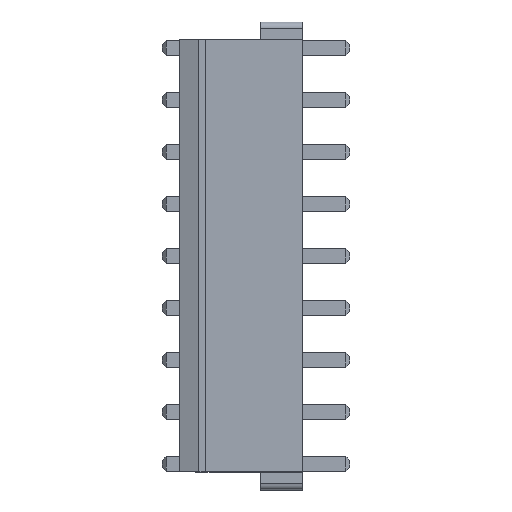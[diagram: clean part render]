
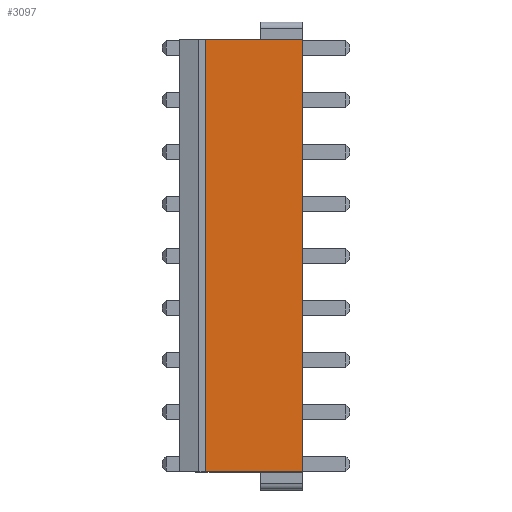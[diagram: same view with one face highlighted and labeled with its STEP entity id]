
A CAD part, top view. The second image highlights one B-rep face of the part: STEP entity #3097.
In plain terms, the highlighted planar face has unit normal (0, 0, 1).
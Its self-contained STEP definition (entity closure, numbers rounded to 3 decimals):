
#231=FACE_OUTER_BOUND('',#431,.T.);
#431=EDGE_LOOP('',(#2719,#2720,#2721,#2722));
#804=LINE('',#4867,#1210);
#825=LINE('',#4914,#1231);
#834=LINE('',#4931,#1240);
#839=LINE('',#4941,#1245);
#1210=VECTOR('',#4020,10.);
#1231=VECTOR('',#4063,10.);
#1240=VECTOR('',#4074,10.);
#1245=VECTOR('',#4087,10.);
#1476=VERTEX_POINT('',#4864);
#1477=VERTEX_POINT('',#4866);
#1492=VERTEX_POINT('',#4912);
#1499=VERTEX_POINT('',#4930);
#1873=EDGE_CURVE('',#1477,#1476,#804,.T.);
#1897=EDGE_CURVE('',#1476,#1492,#825,.T.);
#1906=EDGE_CURVE('',#1499,#1477,#834,.T.);
#1911=EDGE_CURVE('',#1499,#1492,#839,.T.);
#2719=ORIENTED_EDGE('',*,*,#1897,.T.);
#2720=ORIENTED_EDGE('',*,*,#1911,.F.);
#2721=ORIENTED_EDGE('',*,*,#1906,.T.);
#2722=ORIENTED_EDGE('',*,*,#1873,.T.);
#2915=PLANE('',#3307);
#3097=ADVANCED_FACE('',(#231),#2915,.T.);
#3307=AXIS2_PLACEMENT_3D('',#4940,#4085,#4086);
#4020=DIRECTION('',(0.,1.,0.));
#4063=DIRECTION('',(-1.,0.,0.));
#4074=DIRECTION('',(1.,0.,0.));
#4085=DIRECTION('center_axis',(0.,0.,1.));
#4086=DIRECTION('ref_axis',(1.,0.,0.));
#4087=DIRECTION('',(0.,1.,0.));
#4864=CARTESIAN_POINT('',(0.,16.46,8.));
#4866=CARTESIAN_POINT('',(0.,-16.46,8.));
#4867=CARTESIAN_POINT('',(0.,0.,8.));
#4912=CARTESIAN_POINT('',(-7.4,16.46,8.));
#4914=CARTESIAN_POINT('',(-3.7,16.46,8.));
#4930=CARTESIAN_POINT('',(-7.4,-16.46,8.));
#4931=CARTESIAN_POINT('',(-10.385,-16.46,8.));
#4940=CARTESIAN_POINT('Origin',(-7.4,0.,8.));
#4941=CARTESIAN_POINT('',(-7.4,0.,8.));
